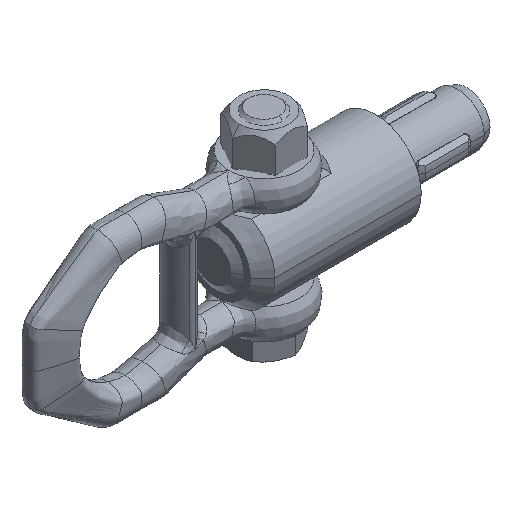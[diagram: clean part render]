
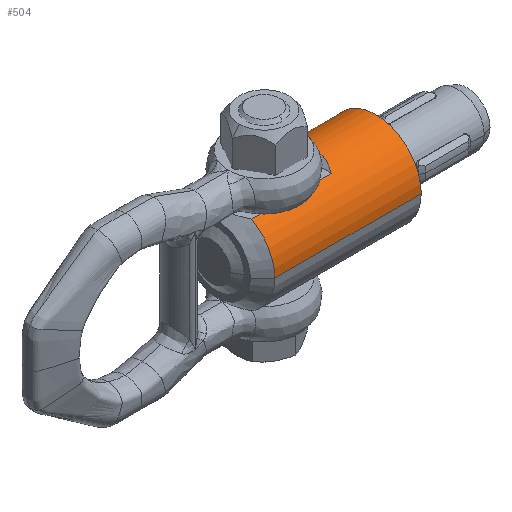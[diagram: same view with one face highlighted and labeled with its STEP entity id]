
A CAD part, isometric view. The second image highlights one B-rep face of the part: STEP entity #504.
In plain terms, the highlighted cylindrical face has radius 15 mm (diameter 30 mm), a partial arc.
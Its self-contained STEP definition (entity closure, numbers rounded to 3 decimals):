
#504=ADVANCED_FACE('',(#1096),#1097,.T.);
#1096=FACE_OUTER_BOUND('',#9614,.T.);
#1097=CYLINDRICAL_SURFACE('',#9615,15.0);
#9614=EDGE_LOOP('',(#11040,#11041,#11042,#11043,#11044,#11045,#11046,#11047));
#9615=AXIS2_PLACEMENT_3D('',#11048,#11049,#11050);
#11040=ORIENTED_EDGE('',*,*,#12444,.F.);
#11041=ORIENTED_EDGE('',*,*,#12400,.T.);
#11042=ORIENTED_EDGE('',*,*,#12445,.T.);
#11043=ORIENTED_EDGE('',*,*,#12446,.T.);
#11044=ORIENTED_EDGE('',*,*,#12447,.T.);
#11045=ORIENTED_EDGE('',*,*,#12398,.T.);
#11046=ORIENTED_EDGE('',*,*,#12448,.F.);
#11047=ORIENTED_EDGE('',*,*,#12449,.F.);
#11048=CARTESIAN_POINT('',(28.0,0.,0.));
#11049=DIRECTION('',(-1.0,0.,0.));
#11050=DIRECTION('',(0.,1.0,0.));
#12398=EDGE_CURVE('',#13540,#13538,#13541,.T.);
#12400=EDGE_CURVE('',#13534,#13542,#13544,.T.);
#12444=EDGE_CURVE('',#13534,#13618,#13619,.T.);
#12445=EDGE_CURVE('',#13542,#13620,#13621,.T.);
#12446=EDGE_CURVE('',#13620,#13622,#13623,.T.);
#12447=EDGE_CURVE('',#13622,#13540,#13624,.T.);
#12448=EDGE_CURVE('',#13625,#13538,#13626,.T.);
#12449=EDGE_CURVE('',#13618,#13625,#13627,.T.);
#13534=VERTEX_POINT('',#20522);
#13538=VERTEX_POINT('',#20527);
#13540=VERTEX_POINT('',#20530);
#13541=CIRCLE('',#20531,15.0);
#13542=VERTEX_POINT('',#20532);
#13544=CIRCLE('',#20543,15.0);
#13618=VERTEX_POINT('',#20693);
#13619=LINE('',#20694,#20695);
#13620=VERTEX_POINT('',#20696);
#13621=LINE('',#20697,#20698);
#13622=VERTEX_POINT('',#20699);
#13623=ELLIPSE('',#20700,22.207,15.0);
#13624=LINE('',#20701,#20702);
#13625=VERTEX_POINT('',#20703);
#13626=LINE('',#20704,#20705);
#13627=CIRCLE('',#20706,15.0);
#20522=CARTESIAN_POINT('',(4.,15.0,0.));
#20527=CARTESIAN_POINT('',(4.,-15.0,0.));
#20530=CARTESIAN_POINT('',(4.0,-7.483,13.0));
#20531=AXIS2_PLACEMENT_3D('',#21955,#21956,#21957);
#20532=CARTESIAN_POINT('',(4.,7.483,13.0));
#20543=AXIS2_PLACEMENT_3D('',#21958,#21959,#21960);
#20693=CARTESIAN_POINT('',(52.0,15.0,0.));
#20694=CARTESIAN_POINT('',(28.0,15.0,0.));
#20695=VECTOR('',#22015,1.0);
#20696=CARTESIAN_POINT('',(30.0,7.483,13.0));
#20697=CARTESIAN_POINT('',(28.0,7.483,13.0));
#20698=VECTOR('',#22016,10.0);
#20699=CARTESIAN_POINT('',(30.0,-7.483,13.0));
#20700=AXIS2_PLACEMENT_3D('',#22017,#22018,#22019);
#20701=CARTESIAN_POINT('',(28.0,-7.483,13.0));
#20702=VECTOR('',#22020,10.0);
#20703=CARTESIAN_POINT('',(52.0,-15.0,0.));
#20704=CARTESIAN_POINT('',(28.0,-15.0,0.));
#20705=VECTOR('',#22021,15.0);
#20706=AXIS2_PLACEMENT_3D('',#22022,#22023,#22024);
#21955=CARTESIAN_POINT('',(4.,0.,0.));
#21956=DIRECTION('',(1.0,0.,0.));
#21957=DIRECTION('',(0.,0.,1.0));
#21958=CARTESIAN_POINT('',(4.,0.,0.));
#21959=DIRECTION('',(1.0,0.,0.));
#21960=DIRECTION('',(0.,0.,1.0));
#22015=DIRECTION('',(1.0,0.,0.));
#22016=DIRECTION('',(1.0,0.,0.));
#22017=CARTESIAN_POINT('',(15.808,0.,0.));
#22018=DIRECTION('',(0.675,0.,-0.737));
#22019=DIRECTION('',(0.737,0.,0.675));
#22020=DIRECTION('',(-1.0,0.,0.));
#22021=DIRECTION('',(-1.0,0.,0.));
#22022=CARTESIAN_POINT('',(52.0,0.,0.));
#22023=DIRECTION('',(1.0,0.,0.));
#22024=DIRECTION('',(0.,0.,1.0));
